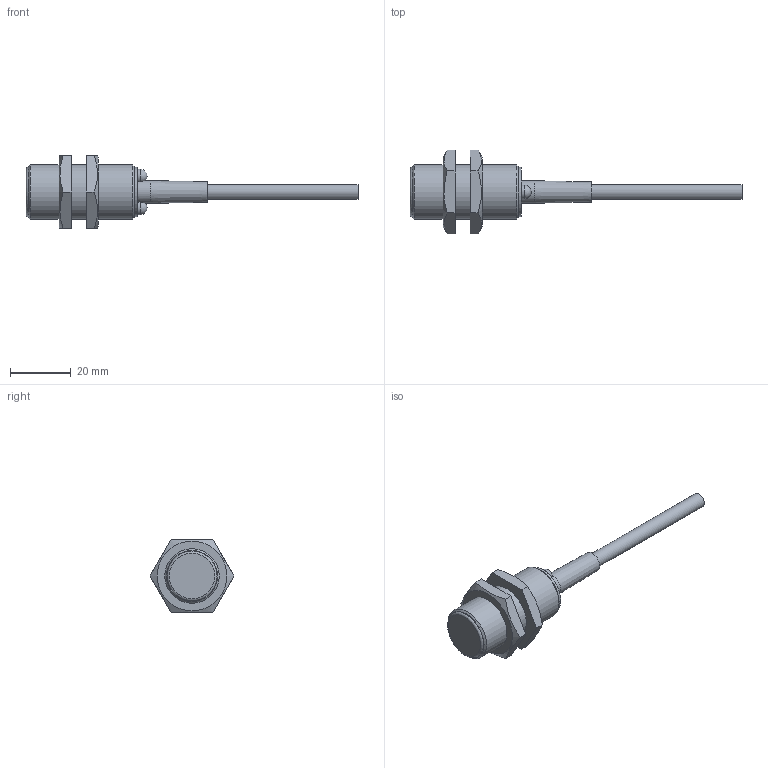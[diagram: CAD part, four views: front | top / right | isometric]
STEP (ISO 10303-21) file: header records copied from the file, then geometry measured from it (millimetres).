
FILE_DESCRIPTION(/* description */ (''),/* implementation_level */ '2;1');
FILE_NAME(/* name */ 'KJ4_M18MB35.stp',/* time_stamp */ '2017-03-23T08:15:39+01:00',/* author */ ('henry.ebert'),/* organization */ (''),/* preprocessor_version */ 'ST-DEVELOPER v16.1',/* originating_system */ 'Autodesk Inventor 2016',/* authorisation */ '');
FILE_SCHEMA (('CONFIG_CONTROL_DESIGN'));
Length unit declared in the file: millimetre
Products named in the file (1): KJ4_M18MB35_Shrinkwrap_1
Bounding box: 109.62 x 27.71 x 24 mm (x, y, z)
Volume: 13058.3 mm3; surface area: 5031.5 mm2
Topology: 1 solids, 3 shells, 45 faces, 103 edges, 68 vertices
Faces by surface type: plane 24, cylinder 11, cone 5, sphere 4, torus 1
Full cylindrical faces by diameter (mm): 3.2 x2, 4.9 x1, 7.5 x1, 16.4 x1, 16.5 x1, 18 x3
Entity records: 1159 total; most frequent: CARTESIAN_POINT 238, DIRECTION 178, ORIENTED_EDGE 142, AXIS2_PLACEMENT_3D 75, EDGE_CURVE 71, EDGE_LOOP 68, VERTEX_POINT 55, FACE_OUTER_BOUND 45
